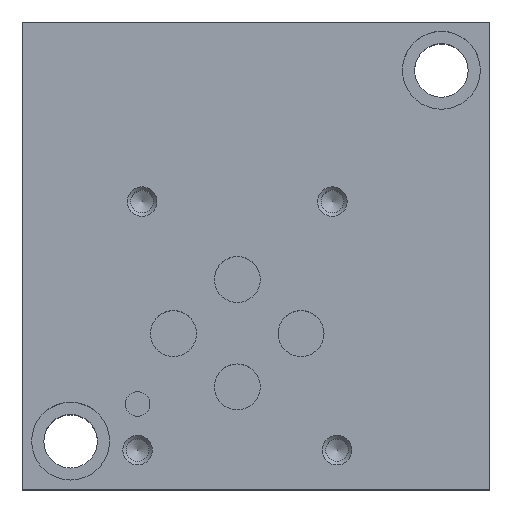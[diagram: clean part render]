
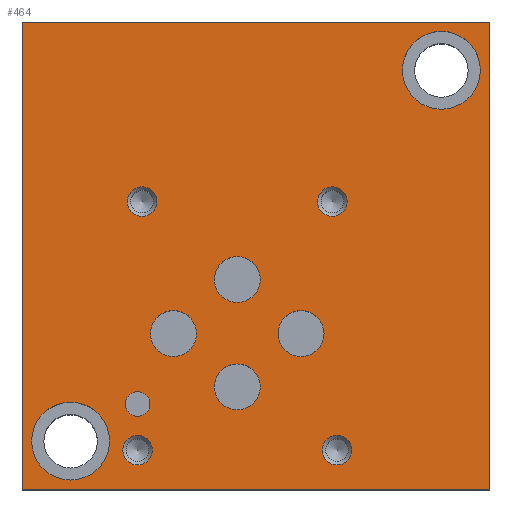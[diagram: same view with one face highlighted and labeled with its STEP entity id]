
A CAD part, top view. The second image highlights one B-rep face of the part: STEP entity #464.
In plain terms, the highlighted planar face has unit normal (0, 0, 1).
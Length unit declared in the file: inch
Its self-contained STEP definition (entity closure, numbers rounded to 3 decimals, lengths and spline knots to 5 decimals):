
#464 = ADVANCED_FACE( '', ( #1127, #1128, #1129, #1130, #1131, #1132, #1133, #1134, #1135, #1136, #1137, #1138 ), #1139, .F. );
#1127 = FACE_BOUND( '', #2009, .T. );
#1128 = FACE_BOUND( '', #2010, .T. );
#1129 = FACE_BOUND( '', #2011, .T. );
#1130 = FACE_BOUND( '', #2012, .T. );
#1131 = FACE_BOUND( '', #2013, .T. );
#1132 = FACE_BOUND( '', #2014, .T. );
#1133 = FACE_BOUND( '', #2015, .T. );
#1134 = FACE_BOUND( '', #2016, .T. );
#1135 = FACE_BOUND( '', #2017, .T. );
#1136 = FACE_BOUND( '', #2018, .T. );
#1137 = FACE_BOUND( '', #2019, .T. );
#1138 = FACE_OUTER_BOUND( '', #2020, .T. );
#1139 = PLANE( '', #2021 );
#2009 = EDGE_LOOP( '', ( #3411 ) );
#2010 = EDGE_LOOP( '', ( #3412 ) );
#2011 = EDGE_LOOP( '', ( #3413 ) );
#2012 = EDGE_LOOP( '', ( #3414 ) );
#2013 = EDGE_LOOP( '', ( #3415 ) );
#2014 = EDGE_LOOP( '', ( #3416 ) );
#2015 = EDGE_LOOP( '', ( #3417 ) );
#2016 = EDGE_LOOP( '', ( #3418 ) );
#2017 = EDGE_LOOP( '', ( #3419 ) );
#2018 = EDGE_LOOP( '', ( #3420 ) );
#2019 = EDGE_LOOP( '', ( #3421 ) );
#2020 = EDGE_LOOP( '', ( #3422, #3423, #3424, #3425 ) );
#2021 = AXIS2_PLACEMENT_3D( '', #3426, #3427, #3428 );
#3411 = ORIENTED_EDGE( '', *, *, #5208, .T. );
#3412 = ORIENTED_EDGE( '', *, *, #5119, .T. );
#3413 = ORIENTED_EDGE( '', *, *, #4952, .F. );
#3414 = ORIENTED_EDGE( '', *, *, #5209, .F. );
#3415 = ORIENTED_EDGE( '', *, *, #5210, .F. );
#3416 = ORIENTED_EDGE( '', *, *, #5211, .F. );
#3417 = ORIENTED_EDGE( '', *, *, #5212, .F. );
#3418 = ORIENTED_EDGE( '', *, *, #5213, .F. );
#3419 = ORIENTED_EDGE( '', *, *, #5214, .F. );
#3420 = ORIENTED_EDGE( '', *, *, #5215, .F. );
#3421 = ORIENTED_EDGE( '', *, *, #5216, .F. );
#3422 = ORIENTED_EDGE( '', *, *, #5217, .T. );
#3423 = ORIENTED_EDGE( '', *, *, #5218, .F. );
#3424 = ORIENTED_EDGE( '', *, *, #5078, .F. );
#3425 = ORIENTED_EDGE( '', *, *, #5219, .T. );
#3426 = CARTESIAN_POINT( '', ( 3., 3., 2.25 ) );
#3427 = DIRECTION( '', ( 0., 0., -1. ) );
#3428 = DIRECTION( '', ( -1., 0., 0. ) );
#4952 = EDGE_CURVE( '', #5943, #5943, #5944, .T. );
#5078 = EDGE_CURVE( '', #6155, #6157, #6158, .T. );
#5119 = EDGE_CURVE( '', #6216, #6216, #6217, .T. );
#5208 = EDGE_CURVE( '', #6347, #6347, #6348, .T. );
#5209 = EDGE_CURVE( '', #6349, #6349, #6350, .T. );
#5210 = EDGE_CURVE( '', #6351, #6351, #6352, .T. );
#5211 = EDGE_CURVE( '', #6353, #6353, #6354, .T. );
#5212 = EDGE_CURVE( '', #6355, #6355, #6356, .T. );
#5213 = EDGE_CURVE( '', #6357, #6357, #6358, .T. );
#5214 = EDGE_CURVE( '', #6359, #6359, #6360, .T. );
#5215 = EDGE_CURVE( '', #6361, #6361, #6362, .T. );
#5216 = EDGE_CURVE( '', #6363, #6363, #6364, .T. );
#5217 = EDGE_CURVE( '', #6365, #6366, #6367, .T. );
#5218 = EDGE_CURVE( '', #6157, #6366, #6368, .T. );
#5219 = EDGE_CURVE( '', #6155, #6365, #6369, .T. );
#5943 = VERTEX_POINT( '', #7299 );
#5944 = CIRCLE( '', #7300, 0.095 );
#6155 = VERTEX_POINT( '', #7585 );
#6157 = VERTEX_POINT( '', #7588 );
#6158 = LINE( '', #7589, #7590 );
#6216 = VERTEX_POINT( '', #7663 );
#6217 = CIRCLE( '', #7664, 0.25 );
#6347 = VERTEX_POINT( '', #7837 );
#6348 = CIRCLE( '', #7838, 0.25 );
#6349 = VERTEX_POINT( '', #7839 );
#6350 = CIRCLE( '', #7840, 0.095 );
#6351 = VERTEX_POINT( '', #7841 );
#6352 = CIRCLE( '', #7842, 0.095 );
#6353 = VERTEX_POINT( '', #7843 );
#6354 = CIRCLE( '', #7844, 0.095 );
#6355 = VERTEX_POINT( '', #7845 );
#6356 = CIRCLE( '', #7846, 0.079 );
#6357 = VERTEX_POINT( '', #7847 );
#6358 = CIRCLE( '', #7848, 0.1475 );
#6359 = VERTEX_POINT( '', #7849 );
#6360 = CIRCLE( '', #7850, 0.1475 );
#6361 = VERTEX_POINT( '', #7851 );
#6362 = CIRCLE( '', #7852, 0.1475 );
#6363 = VERTEX_POINT( '', #7853 );
#6364 = CIRCLE( '', #7854, 0.1475 );
#6365 = VERTEX_POINT( '', #7855 );
#6366 = VERTEX_POINT( '', #7856 );
#6367 = LINE( '', #7857, #7858 );
#6368 = LINE( '', #7859, #7860 );
#6369 = LINE( '', #7861, #7862 );
#7299 = CARTESIAN_POINT( '', ( 0.864, 1.847, 2.25 ) );
#7300 = AXIS2_PLACEMENT_3D( '', #8703, #8704, #8705 );
#7585 = CARTESIAN_POINT( '', ( 3., 3., 2.25 ) );
#7588 = CARTESIAN_POINT( '', ( 3., 0., 2.25 ) );
#7589 = CARTESIAN_POINT( '', ( 3., 3., 2.25 ) );
#7590 = VECTOR( '', #8889, 39.37008 );
#7663 = CARTESIAN_POINT( '', ( 0.06, 0.31, 2.25 ) );
#7664 = AXIS2_PLACEMENT_3D( '', #8935, #8936, #8937 );
#7837 = CARTESIAN_POINT( '', ( 2.44, 2.69, 2.25 ) );
#7838 = AXIS2_PLACEMENT_3D( '', #9029, #9030, #9031 );
#7839 = CARTESIAN_POINT( '', ( 0.835, 0.252, 2.25 ) );
#7840 = AXIS2_PLACEMENT_3D( '', #9032, #9033, #9034 );
#7841 = CARTESIAN_POINT( '', ( 2.115, 0.252, 2.25 ) );
#7842 = AXIS2_PLACEMENT_3D( '', #9035, #9036, #9037 );
#7843 = CARTESIAN_POINT( '', ( 2.085, 1.847, 2.25 ) );
#7844 = AXIS2_PLACEMENT_3D( '', #9038, #9039, #9040 );
#7845 = CARTESIAN_POINT( '', ( 0.819, 0.548, 2.25 ) );
#7846 = AXIS2_PLACEMENT_3D( '', #9041, #9042, #9043 );
#7847 = CARTESIAN_POINT( '', ( 1.5275, 0.658, 2.25 ) );
#7848 = AXIS2_PLACEMENT_3D( '', #9044, #9045, #9046 );
#7849 = CARTESIAN_POINT( '', ( 1.5275, 1.347, 2.25 ) );
#7850 = AXIS2_PLACEMENT_3D( '', #9047, #9048, #9049 );
#7851 = CARTESIAN_POINT( '', ( 1.9365, 1., 2.25 ) );
#7852 = AXIS2_PLACEMENT_3D( '', #9050, #9051, #9052 );
#7853 = CARTESIAN_POINT( '', ( 1.1175, 1., 2.25 ) );
#7854 = AXIS2_PLACEMENT_3D( '', #9053, #9054, #9055 );
#7855 = CARTESIAN_POINT( '', ( 0., 3., 2.25 ) );
#7856 = CARTESIAN_POINT( '', ( 0., 0., 2.25 ) );
#7857 = CARTESIAN_POINT( '', ( 0., 3., 2.25 ) );
#7858 = VECTOR( '', #9056, 39.37008 );
#7859 = CARTESIAN_POINT( '', ( 3., 0., 2.25 ) );
#7860 = VECTOR( '', #9057, 39.37008 );
#7861 = CARTESIAN_POINT( '', ( 3., 3., 2.25 ) );
#7862 = VECTOR( '', #9058, 39.37008 );
#8703 = CARTESIAN_POINT( '', ( 0.769, 1.847, 2.25 ) );
#8704 = DIRECTION( '', ( 0., 0., 1. ) );
#8705 = DIRECTION( '', ( 1., 0., 0. ) );
#8889 = DIRECTION( '', ( 0., -1., 0. ) );
#8935 = CARTESIAN_POINT( '', ( 0.31, 0.31, 2.25 ) );
#8936 = DIRECTION( '', ( 0., 0., -1. ) );
#8937 = DIRECTION( '', ( -1., 0., 0. ) );
#9029 = CARTESIAN_POINT( '', ( 2.69, 2.69, 2.25 ) );
#9030 = DIRECTION( '', ( 0., 0., -1. ) );
#9031 = DIRECTION( '', ( -1., 0., 0. ) );
#9032 = CARTESIAN_POINT( '', ( 0.74, 0.252, 2.25 ) );
#9033 = DIRECTION( '', ( 0., 0., 1. ) );
#9034 = DIRECTION( '', ( 1., 0., 0. ) );
#9035 = CARTESIAN_POINT( '', ( 2.02, 0.252, 2.25 ) );
#9036 = DIRECTION( '', ( 0., 0., 1. ) );
#9037 = DIRECTION( '', ( 1., 0., 0. ) );
#9038 = CARTESIAN_POINT( '', ( 1.99, 1.847, 2.25 ) );
#9039 = DIRECTION( '', ( 0., 0., 1. ) );
#9040 = DIRECTION( '', ( 1., 0., 0. ) );
#9041 = CARTESIAN_POINT( '', ( 0.74, 0.548, 2.25 ) );
#9042 = DIRECTION( '', ( 0., 0., 1. ) );
#9043 = DIRECTION( '', ( 1., 0., 0. ) );
#9044 = CARTESIAN_POINT( '', ( 1.38, 0.658, 2.25 ) );
#9045 = DIRECTION( '', ( 0., 0., 1. ) );
#9046 = DIRECTION( '', ( 1., 0., 0. ) );
#9047 = CARTESIAN_POINT( '', ( 1.38, 1.347, 2.25 ) );
#9048 = DIRECTION( '', ( 0., 0., 1. ) );
#9049 = DIRECTION( '', ( 1., 0., 0. ) );
#9050 = CARTESIAN_POINT( '', ( 1.789, 1., 2.25 ) );
#9051 = DIRECTION( '', ( 0., 0., 1. ) );
#9052 = DIRECTION( '', ( 1., 0., 0. ) );
#9053 = CARTESIAN_POINT( '', ( 0.97, 1., 2.25 ) );
#9054 = DIRECTION( '', ( 0., 0., 1. ) );
#9055 = DIRECTION( '', ( 1., 0., 0. ) );
#9056 = DIRECTION( '', ( 0., -1., 0. ) );
#9057 = DIRECTION( '', ( -1., 0., 0. ) );
#9058 = DIRECTION( '', ( -1., 0., 0. ) );
